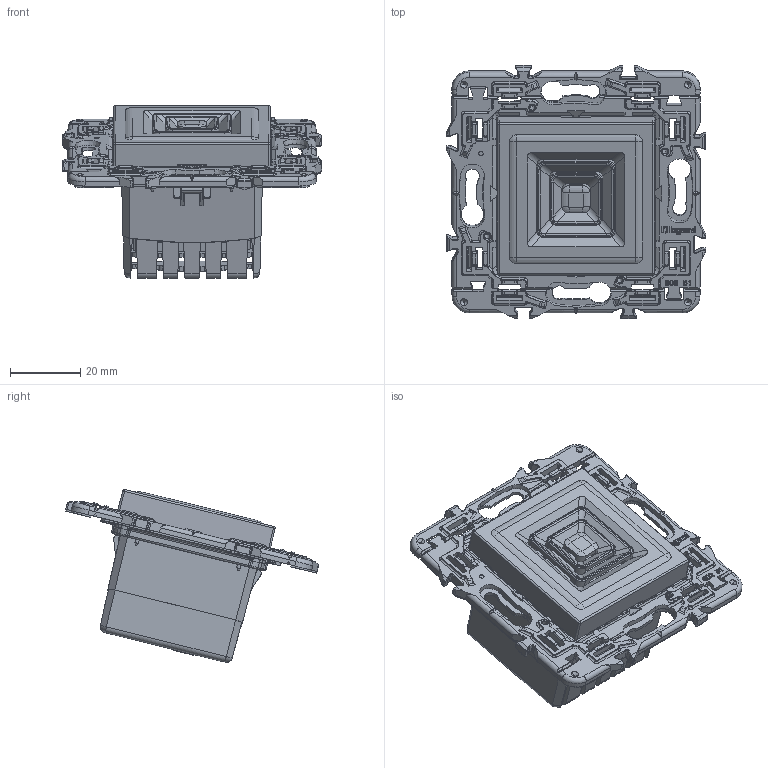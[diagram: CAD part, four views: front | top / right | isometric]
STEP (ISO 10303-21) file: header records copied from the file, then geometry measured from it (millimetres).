
FILE_DESCRIPTION(('CATIA V5 STEP Exchange','CAx-IF Rec.Pracs.--- Model Styling and Organization---1.4--- 2014-01-23'),'2;1');
FILE_NAME('741282.stp','2021-05-17T11:27:03+00:00',('none'),('none'),'CATIA Version 5-6 Release 2017 SP3','CATIA V5 STEP AP214','none');
FILE_SCHEMA(('AUTOMOTIVE_DESIGN { 1 0 10303 214 1 1 1 1 }'));
Products named in the file (13): 741282; AG09158 ; 4134054; 4107002; 4029006; 4063001; 4073043; 0090R32; 4231121; 0291G29 ; 0091K34; 0091K31.1; 0091K31
Assembly tree (14 placements, depth 3):
  741282
    AG09158 
      4134054
      4107002
      4029006  x3
      4063001
      4073043
      0090R32
      4231121
    0291G29 
      0091K34
      0091K31.1
      0091K31
Bounding box: 74.15 x 72.34 x 49.37 mm (x, y, z)
Volume: 38136.5 mm3; surface area: 55846 mm2
Topology: 35 solids, 35 shells, 7132 faces, 20315 edges, 13125 vertices
Faces by surface type: plane 3968, cylinder 1590, cone 626, bspline 445, torus 382, sphere 92, extrusion 29
Entity records: 261300 total; most frequent: CARTESIAN_POINT 93721, ORIENTED_EDGE 40210, DIRECTION 25632, EDGE_CURVE 20105, VERTEX_POINT 13093, VECTOR 11358, LINE 11329, AXIS2_PLACEMENT_3D 8750
